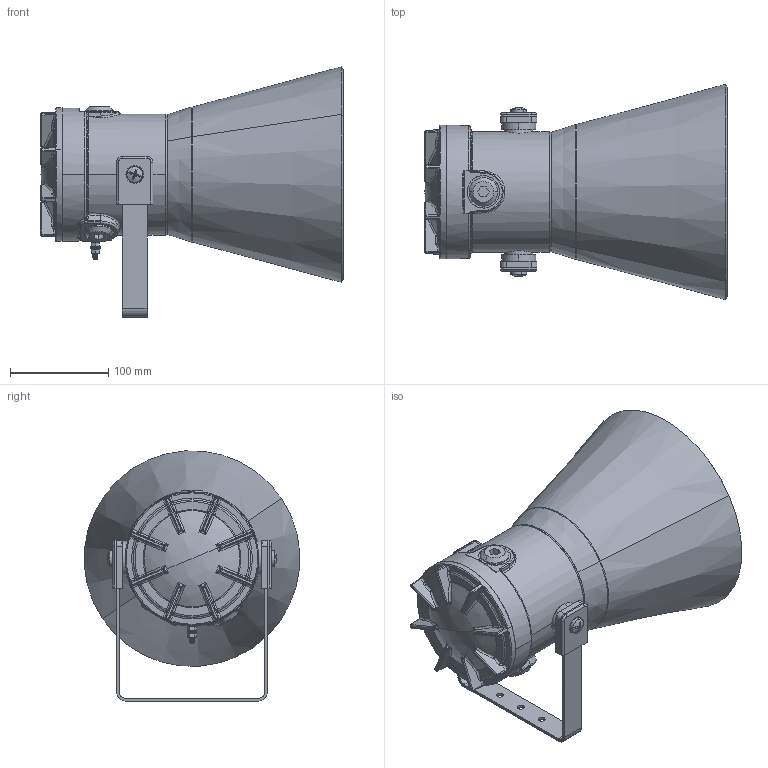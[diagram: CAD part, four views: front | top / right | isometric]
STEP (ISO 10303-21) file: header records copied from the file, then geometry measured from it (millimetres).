
FILE_DESCRIPTION (( 'STEP AP214' ), '1' );
FILE_NAME ('SK0386-3D_Issue_A.STEP', '2016-06-02T09:36:50', ( '' ), ( '' ), 'SwSTEP 2.0', 'SolidWorks 2016', '' );
FILE_SCHEMA (( 'AUTOMOTIVE_DESIGN' ));
Length unit declared in the file: millimetre
Products named in the file (19): Sounder_Lid; Sounder_Enclosure_S110; SCNUTM5A4; WAM5A4; WASGM5A4; SCSTUDM5A4; SCSSM8X20A4P; WASGM8A4; WAM8A4; D2410-3D_Issue_B; D2411-3D_Issue_A; D2430-3D_Issue_B; Sounder_Casting_2D Drawing; SK0386-3D_Issue_A; M20BRASS; Gasket; D2412-3D_Issue_A; S2_Nose_Cone; S2_Horn
Assembly tree (28 placements, depth 3):
  SK0386-3D_Issue_A
    Sounder_Enclosure_S110
      Sounder_Casting_2D Drawing
      D2430-3D_Issue_B
      D2411-3D_Issue_A  x2
      D2410-3D_Issue_B  x2
      WAM8A4  x2
      WASGM8A4  x2
      SCSSM8X20A4P  x2
      SCSTUDM5A4
      WASGM5A4  x2
      WAM5A4  x3
      SCNUTM5A4  x2
    Sounder_Lid
    S2_Horn
    S2_Nose_Cone
    D2412-3D_Issue_A
    Gasket
    M20BRASS  x2
Bounding box: 307.5 x 219.04 x 254.52 mm (x, y, z)
Volume: 2958988.7 mm3; surface area: 466506 mm2
Topology: 27 solids, 28 shells, 1225 faces, 2854 edges, 1693 vertices
Faces by surface type: cylinder 429, plane 239, bspline 200, torus 160, sphere 102, cone 95
Entity records: 45409 total; most frequent: CARTESIAN_POINT 23623, ORIENTED_EDGE 4536, DIRECTION 4216, EDGE_CURVE 2268, AXIS2_PLACEMENT_3D 1825, VERTEX_POINT 1344, EDGE_LOOP 1040, CIRCLE 997
